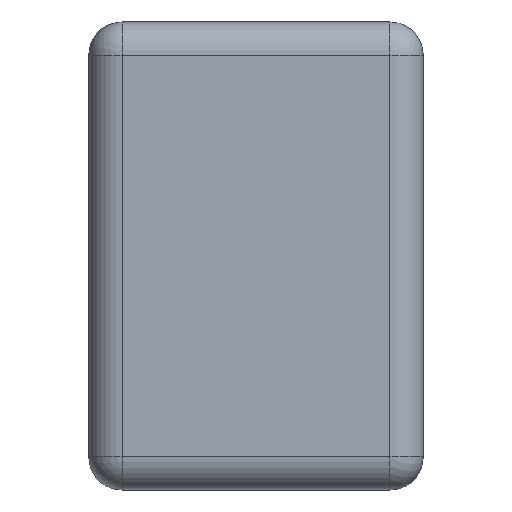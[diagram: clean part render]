
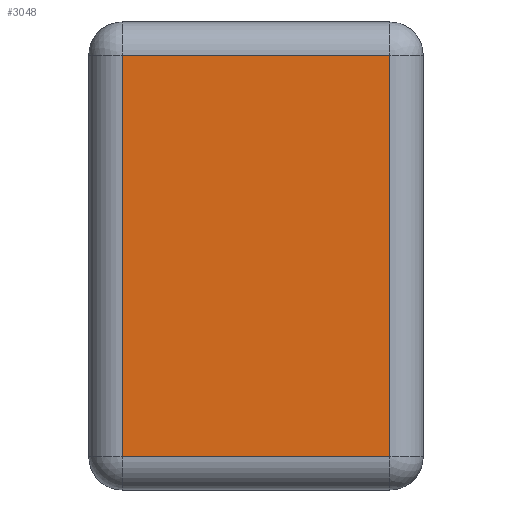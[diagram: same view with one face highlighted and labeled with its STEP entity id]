
A CAD part, left-side view. The second image highlights one B-rep face of the part: STEP entity #3048.
In plain terms, the highlighted planar face has unit normal (-1, 0, 0).
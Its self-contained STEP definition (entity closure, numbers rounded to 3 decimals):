
#129=PLANE('',#3246);
#218=FACE_OUTER_BOUND('',#396,.T.);
#396=EDGE_LOOP('',(#2151,#2152,#2153,#2154));
#642=LINE('',#4167,#932);
#643=LINE('',#4169,#933);
#644=LINE('',#4171,#934);
#645=LINE('',#4172,#935);
#932=VECTOR('',#3485,0.4);
#933=VECTOR('',#3486,0.6);
#934=VECTOR('',#3487,0.4);
#935=VECTOR('',#3488,0.6);
#1345=VERTEX_POINT('',#4165);
#1346=VERTEX_POINT('',#4166);
#1347=VERTEX_POINT('',#4168);
#1348=VERTEX_POINT('',#4170);
#1653=EDGE_CURVE('',#1345,#1346,#642,.T.);
#1654=EDGE_CURVE('',#1347,#1345,#643,.T.);
#1655=EDGE_CURVE('',#1348,#1347,#644,.T.);
#1656=EDGE_CURVE('',#1346,#1348,#645,.T.);
#2151=ORIENTED_EDGE('',*,*,#1653,.F.);
#2152=ORIENTED_EDGE('',*,*,#1654,.F.);
#2153=ORIENTED_EDGE('',*,*,#1655,.F.);
#2154=ORIENTED_EDGE('',*,*,#1656,.F.);
#3048=ADVANCED_FACE('',(#218),#129,.T.);
#3246=AXIS2_PLACEMENT_3D('',#4164,#3483,#3484);
#3483=DIRECTION('center_axis',(-1.,0.,0.));
#3484=DIRECTION('ref_axis',(0.,-1.,0.));
#3485=DIRECTION('',(0.,1.,0.));
#3486=DIRECTION('',(0.,0.,-1.));
#3487=DIRECTION('',(0.,-1.,0.));
#3488=DIRECTION('',(0.,0.,1.));
#4164=CARTESIAN_POINT('Origin',(-0.5,0.25,0.));
#4165=CARTESIAN_POINT('',(-0.5,-0.2,0.05));
#4166=CARTESIAN_POINT('',(-0.5,0.2,0.05));
#4167=CARTESIAN_POINT('',(-0.5,0.125,0.05));
#4168=CARTESIAN_POINT('',(-0.5,-0.2,0.65));
#4169=CARTESIAN_POINT('',(-0.5,-0.2,0.));
#4170=CARTESIAN_POINT('',(-0.5,0.2,0.65));
#4171=CARTESIAN_POINT('',(-0.5,0.125,0.65));
#4172=CARTESIAN_POINT('',(-0.5,0.2,0.));
